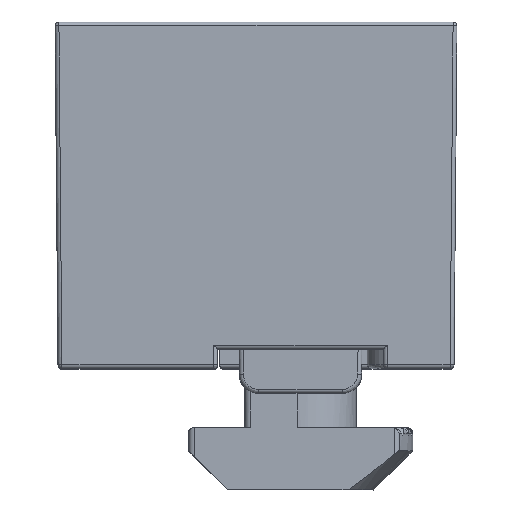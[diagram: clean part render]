
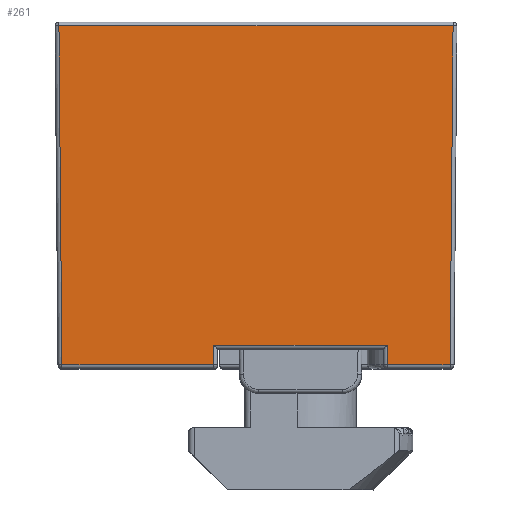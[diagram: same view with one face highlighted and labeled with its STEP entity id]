
A CAD part, top view. The second image highlights one B-rep face of the part: STEP entity #261.
In plain terms, the highlighted planar face has unit normal (0, -0.009, 1).
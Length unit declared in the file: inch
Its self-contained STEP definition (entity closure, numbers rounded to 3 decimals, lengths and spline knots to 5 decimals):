
#18 = CARTESIAN_POINT ( 'NONE',  ( -0.40157, 0.00781, 0.73792 ) ) ;
#78 = CARTESIAN_POINT ( 'NONE',  ( -0.72219, 0.69206, 0.74389 ) ) ;
#89 = DIRECTION ( 'NONE',  ( -0.009, 1., 0.009 ) ) ;
#169 = DIRECTION ( 'NONE',  ( -1., 0., 0. ) ) ;
#261 = ADVANCED_FACE ( 'NONE', ( #5050 ), #3898, .T. ) ;
#273 = ORIENTED_EDGE ( 'NONE', *, *, #6639, .F. ) ;
#309 = LINE ( 'NONE', #4840, #3869 ) ;
#384 = VECTOR ( 'NONE', #4952, 39.37008 ) ;
#611 = CARTESIAN_POINT ( 'NONE',  ( 0.08169, 0.69299, 0.7439 ) ) ;
#656 = VERTEX_POINT ( 'NONE', #1507 ) ;
#725 = CARTESIAN_POINT ( 'NONE',  ( 0.07571, 0.00781, 0.73792 ) ) ;
#886 = VERTEX_POINT ( 'NONE', #3177 ) ;
#915 = VECTOR ( 'NONE', #169, 39.37008 ) ;
#920 = VECTOR ( 'NONE', #8364, 39.37008 ) ;
#950 = VERTEX_POINT ( 'NONE', #725 ) ;
#991 = LINE ( 'NONE', #611, #920 ) ;
#1188 = CARTESIAN_POINT ( 'NONE',  ( -0.05118, 0.04718, 0.73826 ) ) ;
#1239 = DIRECTION ( 'NONE',  ( 0., -1., -0.009 ) ) ;
#1336 = VERTEX_POINT ( 'NONE', #5789 ) ;
#1507 = CARTESIAN_POINT ( 'NONE',  ( 0.08168, 0.69206, 0.74389 ) ) ;
#1533 = DIRECTION ( 'NONE',  ( 1., 0., 0. ) ) ;
#1629 = ORIENTED_EDGE ( 'NONE', *, *, #7929, .T. ) ;
#1944 = LINE ( 'NONE', #6444, #4215 ) ;
#2040 = ORIENTED_EDGE ( 'NONE', *, *, #4699, .F. ) ;
#2290 = CARTESIAN_POINT ( 'NONE',  ( -0.72219, 0.04718, 0.73826 ) ) ;
#2317 = VERTEX_POINT ( 'NONE', #7840 ) ;
#2398 = VERTEX_POINT ( 'NONE', #3624 ) ;
#3177 = CARTESIAN_POINT ( 'NONE',  ( -0.05118, 0.00781, 0.73792 ) ) ;
#3236 = DIRECTION ( 'NONE',  ( 1., 0., 0. ) ) ;
#3371 = LINE ( 'NONE', #5966, #915 ) ;
#3557 = EDGE_CURVE ( 'NONE', #2317, #1336, #1944, .T. ) ;
#3624 = CARTESIAN_POINT ( 'NONE',  ( -0.40157, 0.04718, 0.73826 ) ) ;
#3772 = EDGE_CURVE ( 'NONE', #3959, #2317, #3371, .T. ) ;
#3858 = EDGE_CURVE ( 'NONE', #656, #950, #991, .T. ) ;
#3869 = VECTOR ( 'NONE', #4043, 39.37008 ) ;
#3898 = PLANE ( 'NONE',  #4698 ) ;
#3959 = VERTEX_POINT ( 'NONE', #18 ) ;
#4032 = LINE ( 'NONE', #7978, #5267 ) ;
#4043 = DIRECTION ( 'NONE',  ( 0., -1., -0.009 ) ) ;
#4215 = VECTOR ( 'NONE', #89, 39.37008 ) ;
#4324 = CARTESIAN_POINT ( 'NONE',  ( -0.40157, 0.7, 0.74396 ) ) ;
#4512 = ORIENTED_EDGE ( 'NONE', *, *, #3858, .F. ) ;
#4641 = ORIENTED_EDGE ( 'NONE', *, *, #5673, .T. ) ;
#4698 = AXIS2_PLACEMENT_3D ( 'NONE', #7042, #6952, #1239 ) ;
#4699 = EDGE_CURVE ( 'NONE', #1336, #656, #5284, .T. ) ;
#4840 = CARTESIAN_POINT ( 'NONE',  ( -0.05118, 0.7, 0.74396 ) ) ;
#4841 = LINE ( 'NONE', #2290, #7841 ) ;
#4952 = DIRECTION ( 'NONE',  ( 0., 1., 0.009 ) ) ;
#5050 = FACE_OUTER_BOUND ( 'NONE', #8341, .T. ) ;
#5100 = VECTOR ( 'NONE', #3236, 39.37008 ) ;
#5267 = VECTOR ( 'NONE', #5503, 39.37008 ) ;
#5284 = LINE ( 'NONE', #78, #5100 ) ;
#5355 = ORIENTED_EDGE ( 'NONE', *, *, #3557, .F. ) ;
#5503 = DIRECTION ( 'NONE',  ( -1., 0., 0. ) ) ;
#5592 = LINE ( 'NONE', #4324, #384 ) ;
#5673 = EDGE_CURVE ( 'NONE', #3959, #2398, #5592, .T. ) ;
#5783 = ORIENTED_EDGE ( 'NONE', *, *, #6185, .T. ) ;
#5789 = CARTESIAN_POINT ( 'NONE',  ( -0.71425, 0.69206, 0.74389 ) ) ;
#5966 = CARTESIAN_POINT ( 'NONE',  ( -0.72219, 0.00781, 0.73792 ) ) ;
#6028 = ORIENTED_EDGE ( 'NONE', *, *, #3772, .F. ) ;
#6185 = EDGE_CURVE ( 'NONE', #2398, #6371, #4841, .T. ) ;
#6371 = VERTEX_POINT ( 'NONE', #1188 ) ;
#6444 = CARTESIAN_POINT ( 'NONE',  ( -0.71432, 0.70007, 0.74396 ) ) ;
#6639 = EDGE_CURVE ( 'NONE', #950, #886, #4032, .T. ) ;
#6952 = DIRECTION ( 'NONE',  ( 0., -0.009, 1. ) ) ;
#7042 = CARTESIAN_POINT ( 'NONE',  ( -0.72219, 0.7, 0.74396 ) ) ;
#7840 = CARTESIAN_POINT ( 'NONE',  ( -0.70827, 0.00781, 0.73792 ) ) ;
#7841 = VECTOR ( 'NONE', #1533, 39.37008 ) ;
#7929 = EDGE_CURVE ( 'NONE', #6371, #886, #309, .T. ) ;
#7978 = CARTESIAN_POINT ( 'NONE',  ( -0.72219, 0.00781, 0.73792 ) ) ;
#8341 = EDGE_LOOP ( 'NONE', ( #4641, #5783, #1629, #273, #4512, #2040, #5355, #6028 ) ) ;
#8364 = DIRECTION ( 'NONE',  ( -0.009, -1., -0.009 ) ) ;
